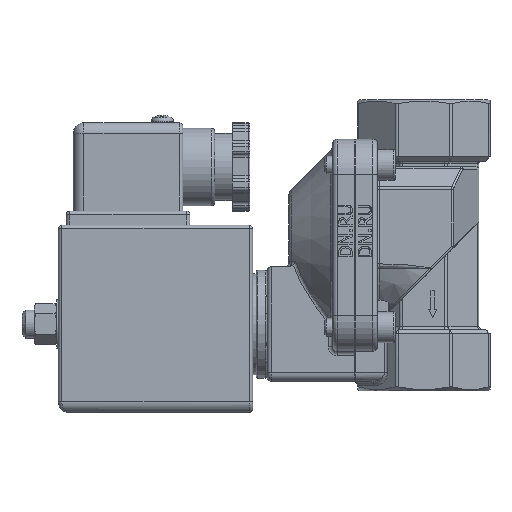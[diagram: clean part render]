
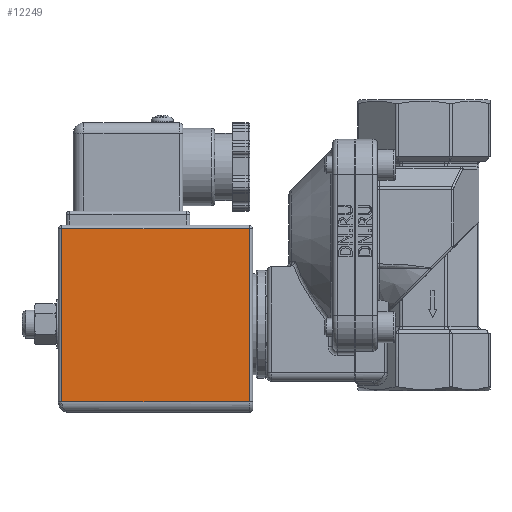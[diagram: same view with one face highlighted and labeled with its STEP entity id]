
A CAD part, left-side view. The second image highlights one B-rep face of the part: STEP entity #12249.
In plain terms, the highlighted planar face has unit normal (-1, 0, 0).
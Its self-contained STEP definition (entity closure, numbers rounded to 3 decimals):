
#821=PLANE('',#13575);
#2050=FACE_OUTER_BOUND('',#2801,.T.);
#2801=EDGE_LOOP('',(#10611,#10612,#10613,#10614));
#3664=LINE('',#22128,#4541);
#3671=LINE('',#22198,#4548);
#3681=LINE('',#22228,#4558);
#3727=LINE('',#22402,#4604);
#4541=VECTOR('',#16418,8.);
#4548=VECTOR('',#16463,8.);
#4558=VECTOR('',#16501,8.);
#4604=VECTOR('',#16707,8.);
#5579=VERTEX_POINT('',#22088);
#5580=VERTEX_POINT('',#22121);
#5583=VERTEX_POINT('',#22131);
#5595=VERTEX_POINT('',#22194);
#7194=EDGE_CURVE('',#5580,#5579,#3664,.T.);
#7214=EDGE_CURVE('',#5583,#5595,#3671,.T.);
#7231=EDGE_CURVE('',#5579,#5583,#3681,.T.);
#7318=EDGE_CURVE('',#5595,#5580,#3727,.T.);
#10611=ORIENTED_EDGE('',*,*,#7194,.F.);
#10612=ORIENTED_EDGE('',*,*,#7318,.F.);
#10613=ORIENTED_EDGE('',*,*,#7214,.F.);
#10614=ORIENTED_EDGE('',*,*,#7231,.F.);
#12249=ADVANCED_FACE('',(#2050),#821,.T.);
#13575=AXIS2_PLACEMENT_3D('',#22414,#16717,#16718);
#16418=DIRECTION('',(0.,0.,1.));
#16463=DIRECTION('',(0.,0.,-1.));
#16501=DIRECTION('',(0.,-1.,0.));
#16707=DIRECTION('',(0.,1.,0.));
#16717=DIRECTION('center_axis',(-1.,0.,0.));
#16718=DIRECTION('ref_axis',(0.,0.,1.));
#22088=CARTESIAN_POINT('',(-14.,95.08,21.6));
#22121=CARTESIAN_POINT('',(-14.,95.08,-17.6));
#22128=CARTESIAN_POINT('',(-14.,95.08,-10.));
#22131=CARTESIAN_POINT('',(-14.,52.68,21.6));
#22194=CARTESIAN_POINT('',(-14.,52.68,-17.6));
#22198=CARTESIAN_POINT('',(-14.,52.68,-10.));
#22228=CARTESIAN_POINT('',(-14.,62.88,21.6));
#22402=CARTESIAN_POINT('',(-14.,51.88,-17.6));
#22414=CARTESIAN_POINT('Origin',(-14.,51.88,-20.));
